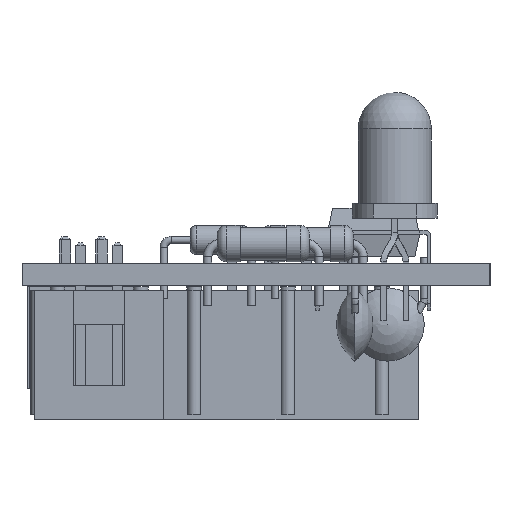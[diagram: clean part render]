
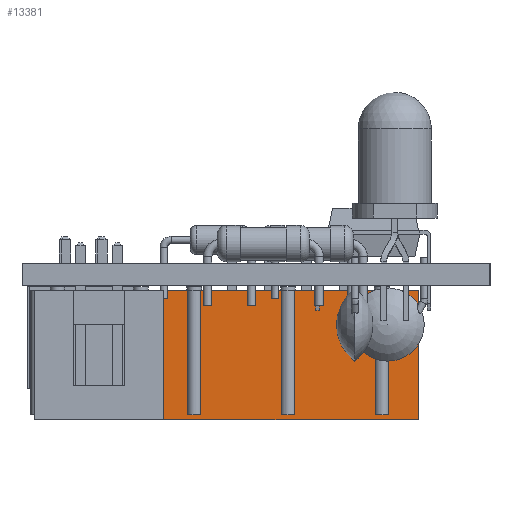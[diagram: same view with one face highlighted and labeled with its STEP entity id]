
A CAD part, left-side view. The second image highlights one B-rep face of the part: STEP entity #13381.
In plain terms, the highlighted face is planar.
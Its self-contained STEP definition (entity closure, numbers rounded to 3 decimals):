
#12611 = EDGE_CURVE('',#12612,#12614,#12616,.T.);
#12612 = VERTEX_POINT('',#12613);
#12613 = CARTESIAN_POINT('',(5.695,5.1,0.25));
#12614 = VERTEX_POINT('',#12615);
#12615 = CARTESIAN_POINT('',(5.695,5.1,9.1));
#12616 = LINE('',#12617,#12618);
#12617 = CARTESIAN_POINT('',(5.695,5.1,0.25));
#12618 = VECTOR('',#12619,1.);
#12619 = DIRECTION('',(0.,0.,1.));
#12676 = VERTEX_POINT('',#12677);
#12677 = CARTESIAN_POINT('',(5.695,-12.72,9.1));
#12683 = EDGE_CURVE('',#12676,#12614,#12684,.T.);
#12684 = LINE('',#12685,#12686);
#12685 = CARTESIAN_POINT('',(5.695,-12.72,9.1));
#12686 = VECTOR('',#12687,1.);
#12687 = DIRECTION('',(0.,1.,0.));
#12884 = VERTEX_POINT('',#12885);
#12885 = CARTESIAN_POINT('',(5.695,-12.72,0.25));
#12891 = EDGE_CURVE('',#12884,#12676,#12892,.T.);
#12892 = LINE('',#12893,#12894);
#12893 = CARTESIAN_POINT('',(5.695,-12.72,0.25));
#12894 = VECTOR('',#12895,1.);
#12895 = DIRECTION('',(0.,0.,1.));
#12931 = EDGE_CURVE('',#12932,#12612,#12934,.T.);
#12932 = VERTEX_POINT('',#12933);
#12933 = CARTESIAN_POINT('',(5.695,3.033,0.25));
#12934 = LINE('',#12935,#12936);
#12935 = CARTESIAN_POINT('',(5.695,-12.72,0.25));
#12936 = VECTOR('',#12937,1.);
#12937 = DIRECTION('',(0.,1.,0.));
#12949 = VERTEX_POINT('',#12950);
#12950 = CARTESIAN_POINT('',(5.695,2.167,0.25));
#12957 = EDGE_CURVE('',#12958,#12949,#12960,.T.);
#12958 = VERTEX_POINT('',#12959);
#12959 = CARTESIAN_POINT('',(5.695,-3.377,0.25));
#12960 = LINE('',#12961,#12962);
#12961 = CARTESIAN_POINT('',(5.695,-12.72,0.25));
#12962 = VECTOR('',#12963,1.);
#12963 = DIRECTION('',(0.,1.,0.));
#12975 = VERTEX_POINT('',#12976);
#12976 = CARTESIAN_POINT('',(5.695,-4.243,0.25));
#12983 = EDGE_CURVE('',#12984,#12975,#12986,.T.);
#12984 = VERTEX_POINT('',#12985);
#12985 = CARTESIAN_POINT('',(5.695,-9.787,0.25));
#12986 = LINE('',#12987,#12988);
#12987 = CARTESIAN_POINT('',(5.695,-12.72,0.25));
#12988 = VECTOR('',#12989,1.);
#12989 = DIRECTION('',(0.,1.,0.));
#13001 = VERTEX_POINT('',#13002);
#13002 = CARTESIAN_POINT('',(5.695,-10.653,0.25));
#13009 = EDGE_CURVE('',#12884,#13001,#13010,.T.);
#13010 = LINE('',#13011,#13012);
#13011 = CARTESIAN_POINT('',(5.695,-12.72,0.25));
#13012 = VECTOR('',#13013,1.);
#13013 = DIRECTION('',(0.,1.,0.));
#13381 = ADVANCED_FACE('',(#13382),#13457,.T.);
#13382 = FACE_BOUND('',#13383,.T.);
#13383 = EDGE_LOOP('',(#13384,#13385,#13386,#13394,#13402,#13408,#13409,
    #13417,#13425,#13431,#13432,#13440,#13448,#13454,#13455,#13456));
#13384 = ORIENTED_EDGE('',*,*,#12891,.F.);
#13385 = ORIENTED_EDGE('',*,*,#13009,.T.);
#13386 = ORIENTED_EDGE('',*,*,#13387,.F.);
#13387 = EDGE_CURVE('',#13388,#13001,#13390,.T.);
#13388 = VERTEX_POINT('',#13389);
#13389 = CARTESIAN_POINT('',(5.695,-10.653,8.75));
#13390 = LINE('',#13391,#13392);
#13391 = CARTESIAN_POINT('',(5.695,-10.653,0.25));
#13392 = VECTOR('',#13393,1.);
#13393 = DIRECTION('',(-0.,-0.,-1.));
#13394 = ORIENTED_EDGE('',*,*,#13395,.F.);
#13395 = EDGE_CURVE('',#13396,#13388,#13398,.T.);
#13396 = VERTEX_POINT('',#13397);
#13397 = CARTESIAN_POINT('',(5.695,-9.787,8.75));
#13398 = LINE('',#13399,#13400);
#13399 = CARTESIAN_POINT('',(5.695,-7.015,8.75));
#13400 = VECTOR('',#13401,1.);
#13401 = DIRECTION('',(0.,-1.,0.));
#13402 = ORIENTED_EDGE('',*,*,#13403,.T.);
#13403 = EDGE_CURVE('',#13396,#12984,#13404,.T.);
#13404 = LINE('',#13405,#13406);
#13405 = CARTESIAN_POINT('',(5.695,-9.787,0.25));
#13406 = VECTOR('',#13407,1.);
#13407 = DIRECTION('',(-0.,-0.,-1.));
#13408 = ORIENTED_EDGE('',*,*,#12983,.T.);
#13409 = ORIENTED_EDGE('',*,*,#13410,.F.);
#13410 = EDGE_CURVE('',#13411,#12975,#13413,.T.);
#13411 = VERTEX_POINT('',#13412);
#13412 = CARTESIAN_POINT('',(5.695,-4.243,8.75));
#13413 = LINE('',#13414,#13415);
#13414 = CARTESIAN_POINT('',(5.695,-4.243,0.25));
#13415 = VECTOR('',#13416,1.);
#13416 = DIRECTION('',(-0.,-0.,-1.));
#13417 = ORIENTED_EDGE('',*,*,#13418,.F.);
#13418 = EDGE_CURVE('',#13419,#13411,#13421,.T.);
#13419 = VERTEX_POINT('',#13420);
#13420 = CARTESIAN_POINT('',(5.695,-3.377,8.75));
#13421 = LINE('',#13422,#13423);
#13422 = CARTESIAN_POINT('',(5.695,-3.81,8.75));
#13423 = VECTOR('',#13424,1.);
#13424 = DIRECTION('',(0.,-1.,0.));
#13425 = ORIENTED_EDGE('',*,*,#13426,.T.);
#13426 = EDGE_CURVE('',#13419,#12958,#13427,.T.);
#13427 = LINE('',#13428,#13429);
#13428 = CARTESIAN_POINT('',(5.695,-3.377,0.25));
#13429 = VECTOR('',#13430,1.);
#13430 = DIRECTION('',(-0.,-0.,-1.));
#13431 = ORIENTED_EDGE('',*,*,#12957,.T.);
#13432 = ORIENTED_EDGE('',*,*,#13433,.F.);
#13433 = EDGE_CURVE('',#13434,#12949,#13436,.T.);
#13434 = VERTEX_POINT('',#13435);
#13435 = CARTESIAN_POINT('',(5.695,2.167,8.75));
#13436 = LINE('',#13437,#13438);
#13437 = CARTESIAN_POINT('',(5.695,2.167,0.25));
#13438 = VECTOR('',#13439,1.);
#13439 = DIRECTION('',(-0.,-0.,-1.));
#13440 = ORIENTED_EDGE('',*,*,#13441,.F.);
#13441 = EDGE_CURVE('',#13442,#13434,#13444,.T.);
#13442 = VERTEX_POINT('',#13443);
#13443 = CARTESIAN_POINT('',(5.695,3.033,8.75));
#13444 = LINE('',#13445,#13446);
#13445 = CARTESIAN_POINT('',(5.695,-0.605,8.75));
#13446 = VECTOR('',#13447,1.);
#13447 = DIRECTION('',(0.,-1.,0.));
#13448 = ORIENTED_EDGE('',*,*,#13449,.T.);
#13449 = EDGE_CURVE('',#13442,#12932,#13450,.T.);
#13450 = LINE('',#13451,#13452);
#13451 = CARTESIAN_POINT('',(5.695,3.033,0.25));
#13452 = VECTOR('',#13453,1.);
#13453 = DIRECTION('',(-0.,-0.,-1.));
#13454 = ORIENTED_EDGE('',*,*,#12931,.T.);
#13455 = ORIENTED_EDGE('',*,*,#12611,.T.);
#13456 = ORIENTED_EDGE('',*,*,#12683,.F.);
#13457 = PLANE('',#13458);
#13458 = AXIS2_PLACEMENT_3D('',#13459,#13460,#13461);
#13459 = CARTESIAN_POINT('',(5.695,-3.81,4.675));
#13460 = DIRECTION('',(1.,0.,0.));
#13461 = DIRECTION('',(0.,0.,1.));
